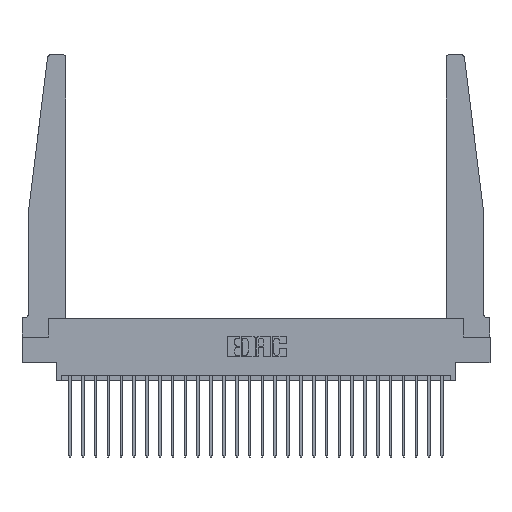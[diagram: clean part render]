
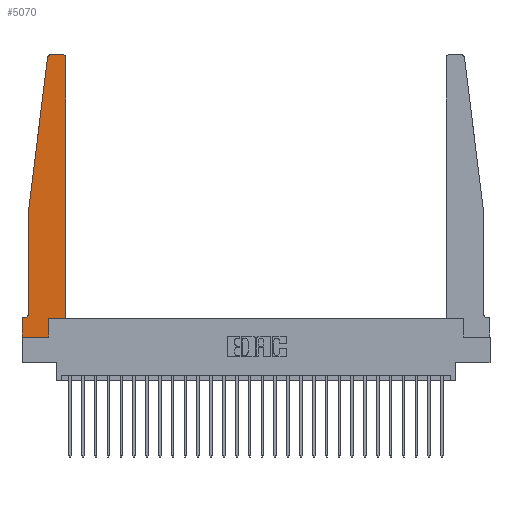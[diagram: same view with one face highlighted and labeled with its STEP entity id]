
A CAD part, top view. The second image highlights one B-rep face of the part: STEP entity #5070.
In plain terms, the highlighted planar face has unit normal (0, 0, 1).
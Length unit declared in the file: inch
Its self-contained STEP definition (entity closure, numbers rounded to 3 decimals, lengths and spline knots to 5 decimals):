
#211 = AXIS2_PLACEMENT_3D ( 'NONE', #9344, #12856, #25487 ) ;
#347 = DIRECTION ( 'NONE',  ( 1., 0., 0. ) ) ;
#365 = EDGE_CURVE ( 'NONE', #9401, #22545, #24268, .T. ) ;
#880 = EDGE_CURVE ( 'NONE', #24192, #13876, #20214, .T. ) ;
#1179 = VECTOR ( 'NONE', #16040, 39.37008 ) ;
#1613 = CARTESIAN_POINT ( 'NONE',  ( 0.015, 0.1875, 0.37 ) ) ;
#1767 = DIRECTION ( 'NONE',  ( 0., 0., 1. ) ) ;
#1800 = CARTESIAN_POINT ( 'NONE',  ( 0.425, 0.18, 0.37 ) ) ;
#1806 = LINE ( 'NONE', #22119, #1179 ) ;
#1945 = VERTEX_POINT ( 'NONE', #7508 ) ;
#2082 = DIRECTION ( 'NONE',  ( 0., 1., 0. ) ) ;
#2741 = LINE ( 'NONE', #18563, #14303 ) ;
#2813 = AXIS2_PLACEMENT_3D ( 'NONE', #19768, #19363, #13727 ) ;
#3573 = EDGE_CURVE ( 'NONE', #8440, #22687, #10723, .T. ) ;
#3612 = AXIS2_PLACEMENT_3D ( 'NONE', #12564, #18719, #347 ) ;
#3825 = LINE ( 'NONE', #19940, #22902 ) ;
#4156 = ORIENTED_EDGE ( 'NONE', *, *, #12911, .T. ) ;
#4626 = DIRECTION ( 'NONE',  ( -1., 0., 0. ) ) ;
#4830 = EDGE_LOOP ( 'NONE', ( #5937, #24102, #22797, #23177, #8122, #11608, #21022, #5914, #13719, #22763, #10140, #4156 ) ) ;
#5070 = ADVANCED_FACE ( 'NONE', ( #12008 ), #10252, .T. ) ;
#5914 = ORIENTED_EDGE ( 'NONE', *, *, #6228, .T. ) ;
#5937 = ORIENTED_EDGE ( 'NONE', *, *, #21013, .T. ) ;
#6228 = EDGE_CURVE ( 'NONE', #21298, #1945, #1806, .T. ) ;
#6426 = DIRECTION ( 'NONE',  ( -1., 0., 0. ) ) ;
#6846 = CARTESIAN_POINT ( 'NONE',  ( 0., 0., 0.37 ) ) ;
#7508 = CARTESIAN_POINT ( 'NONE',  ( 0.2605, 0., 0.37 ) ) ;
#7730 = DIRECTION ( 'NONE',  ( -0.122, -0.992, 0. ) ) ;
#8122 = ORIENTED_EDGE ( 'NONE', *, *, #13579, .T. ) ;
#8440 = VERTEX_POINT ( 'NONE', #1613 ) ;
#8570 = LINE ( 'NONE', #24964, #19557 ) ;
#9344 = CARTESIAN_POINT ( 'NONE',  ( 0.015, 0.2375, 0.37 ) ) ;
#9401 = VERTEX_POINT ( 'NONE', #13644 ) ;
#9415 = CARTESIAN_POINT ( 'NONE',  ( 0., 0.1875, 0.37 ) ) ;
#9817 = EDGE_CURVE ( 'NONE', #12627, #26468, #2741, .T. ) ;
#10140 = ORIENTED_EDGE ( 'NONE', *, *, #880, .T. ) ;
#10252 = PLANE ( 'NONE',  #12639 ) ;
#10384 = CARTESIAN_POINT ( 'NONE',  ( 0.2605, 0.18, 0.37 ) ) ;
#10469 = CARTESIAN_POINT ( 'NONE',  ( 0.425, 0.18, 0.37 ) ) ;
#10534 = DIRECTION ( 'NONE',  ( 0., -1., 0. ) ) ;
#10723 = LINE ( 'NONE', #18900, #12469 ) ;
#11272 = EDGE_CURVE ( 'NONE', #22545, #12627, #3825, .T. ) ;
#11528 = EDGE_CURVE ( 'NONE', #22116, #24192, #17465, .T. ) ;
#11588 = VECTOR ( 'NONE', #2082, 39.37008 ) ;
#11608 = ORIENTED_EDGE ( 'NONE', *, *, #3573, .T. ) ;
#12008 = FACE_OUTER_BOUND ( 'NONE', #4830, .T. ) ;
#12469 = VECTOR ( 'NONE', #6426, 39.37008 ) ;
#12564 = CARTESIAN_POINT ( 'NONE',  ( 0.395, 2.72, 0.37 ) ) ;
#12627 = VERTEX_POINT ( 'NONE', #18192 ) ;
#12639 = AXIS2_PLACEMENT_3D ( 'NONE', #24519, #1767, #18161 ) ;
#12856 = DIRECTION ( 'NONE',  ( 0., 0., -1. ) ) ;
#12911 = EDGE_CURVE ( 'NONE', #13876, #24439, #14803, .T. ) ;
#13579 = EDGE_CURVE ( 'NONE', #26468, #8440, #19929, .T. ) ;
#13644 = CARTESIAN_POINT ( 'NONE',  ( 0.27653, 2.75, 0.37 ) ) ;
#13719 = ORIENTED_EDGE ( 'NONE', *, *, #20862, .T. ) ;
#13727 = DIRECTION ( 'NONE',  ( 1., 0., 0. ) ) ;
#13876 = VERTEX_POINT ( 'NONE', #25169 ) ;
#14303 = VECTOR ( 'NONE', #10534, 39.37008 ) ;
#14581 = CARTESIAN_POINT ( 'NONE',  ( 0.065, 0.2375, 0.37 ) ) ;
#14803 = CIRCLE ( 'NONE', #3612, 0.03 ) ;
#14844 = EDGE_CURVE ( 'NONE', #22687, #21298, #8570, .T. ) ;
#15712 = DIRECTION ( 'NONE',  ( 1., 0., 0. ) ) ;
#16040 = DIRECTION ( 'NONE',  ( 1., 0., 0. ) ) ;
#16440 = DIRECTION ( 'NONE',  ( 0., -1., 0. ) ) ;
#17076 = CARTESIAN_POINT ( 'NONE',  ( 0.24675, 2.72367, 0.37 ) ) ;
#17465 = LINE ( 'NONE', #19350, #20278 ) ;
#18161 = DIRECTION ( 'NONE',  ( 1., 0., 0. ) ) ;
#18192 = CARTESIAN_POINT ( 'NONE',  ( 0.065, 1.25, 0.37 ) ) ;
#18558 = DIRECTION ( 'NONE',  ( 0., 1., 0. ) ) ;
#18563 = CARTESIAN_POINT ( 'NONE',  ( 0.065, 1.25, 0.37 ) ) ;
#18719 = DIRECTION ( 'NONE',  ( 0., 0., 1. ) ) ;
#18900 = CARTESIAN_POINT ( 'NONE',  ( 0.065, 0.1875, 0.37 ) ) ;
#19350 = CARTESIAN_POINT ( 'NONE',  ( 0.425, 0.18, 0.37 ) ) ;
#19363 = DIRECTION ( 'NONE',  ( 0., 0., 1. ) ) ;
#19557 = VECTOR ( 'NONE', #16440, 39.37008 ) ;
#19768 = CARTESIAN_POINT ( 'NONE',  ( 0.27653, 2.72, 0.37 ) ) ;
#19929 = CIRCLE ( 'NONE', #211, 0.05 ) ;
#19940 = CARTESIAN_POINT ( 'NONE',  ( 0.065, 1.25, 0.37 ) ) ;
#20214 = LINE ( 'NONE', #1800, #11588 ) ;
#20278 = VECTOR ( 'NONE', #15712, 39.37008 ) ;
#20862 = EDGE_CURVE ( 'NONE', #1945, #22116, #20870, .T. ) ;
#20870 = LINE ( 'NONE', #10384, #22730 ) ;
#21013 = EDGE_CURVE ( 'NONE', #24439, #9401, #23049, .T. ) ;
#21020 = CARTESIAN_POINT ( 'NONE',  ( 0.2605, 0.18, 0.37 ) ) ;
#21022 = ORIENTED_EDGE ( 'NONE', *, *, #14844, .T. ) ;
#21298 = VERTEX_POINT ( 'NONE', #6846 ) ;
#22116 = VERTEX_POINT ( 'NONE', #21020 ) ;
#22119 = CARTESIAN_POINT ( 'NONE',  ( 0., 0., 0.37 ) ) ;
#22545 = VERTEX_POINT ( 'NONE', #17076 ) ;
#22687 = VERTEX_POINT ( 'NONE', #9415 ) ;
#22730 = VECTOR ( 'NONE', #18558, 39.37008 ) ;
#22763 = ORIENTED_EDGE ( 'NONE', *, *, #11528, .T. ) ;
#22797 = ORIENTED_EDGE ( 'NONE', *, *, #11272, .T. ) ;
#22902 = VECTOR ( 'NONE', #7730, 39.37008 ) ;
#23049 = LINE ( 'NONE', #25201, #24586 ) ;
#23177 = ORIENTED_EDGE ( 'NONE', *, *, #9817, .T. ) ;
#24102 = ORIENTED_EDGE ( 'NONE', *, *, #365, .T. ) ;
#24192 = VERTEX_POINT ( 'NONE', #10469 ) ;
#24268 = CIRCLE ( 'NONE', #2813, 0.03 ) ;
#24439 = VERTEX_POINT ( 'NONE', #25526 ) ;
#24519 = CARTESIAN_POINT ( 'NONE',  ( 0., 0.1875, 0.37 ) ) ;
#24586 = VECTOR ( 'NONE', #4626, 39.37008 ) ;
#24964 = CARTESIAN_POINT ( 'NONE',  ( 0., 0., 0.37 ) ) ;
#25169 = CARTESIAN_POINT ( 'NONE',  ( 0.425, 2.72, 0.37 ) ) ;
#25201 = CARTESIAN_POINT ( 'NONE',  ( 0.25, 2.75, 0.37 ) ) ;
#25487 = DIRECTION ( 'NONE',  ( -1., 0., 0. ) ) ;
#25526 = CARTESIAN_POINT ( 'NONE',  ( 0.395, 2.75, 0.37 ) ) ;
#26468 = VERTEX_POINT ( 'NONE', #14581 ) ;
